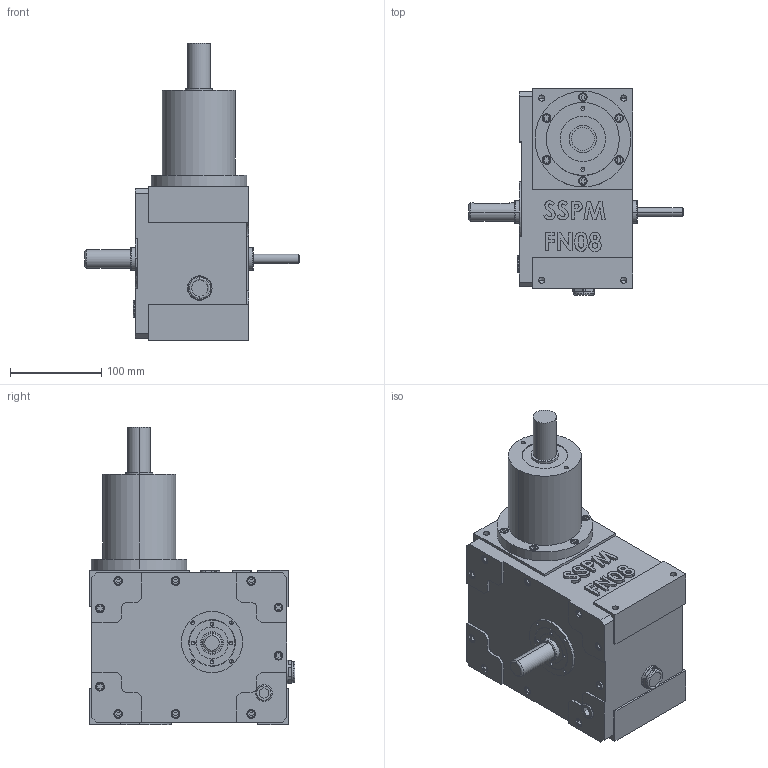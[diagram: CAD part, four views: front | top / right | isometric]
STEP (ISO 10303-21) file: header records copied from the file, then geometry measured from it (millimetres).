
FILE_DESCRIPTION (( 'STEP AP203' ), '1' );
FILE_NAME ('FN080外型圖.stp', '2025-07-01T00:59:48', ( '' ), ( '' ), 'SwSTEP 2.0', 'SolidWorks 2018', '' );
FILE_SCHEMA (( 'CONFIG_CONTROL_DESIGN' ));
Length unit declared in the file: millimetre
Products named in the file (1): FN080外型圖
Bounding box: 235 x 226 x 327 mm (x, y, z)
Volume: 5022802.7 mm3; surface area: 227149.4 mm2
Topology: 1 solids, 1 shells, 759 faces, 1848 edges, 1154 vertices
Faces by surface type: plane 362, cylinder 217, cone 64, bspline 60, torus 56
Entity records: 24789 total; most frequent: CARTESIAN_POINT 7240, ORIENTED_EDGE 3576, DIRECTION 3562, EDGE_CURVE 1788, AXIS2_PLACEMENT_3D 1228, VERTEX_POINT 1154, LINE 1106, VECTOR 1106
